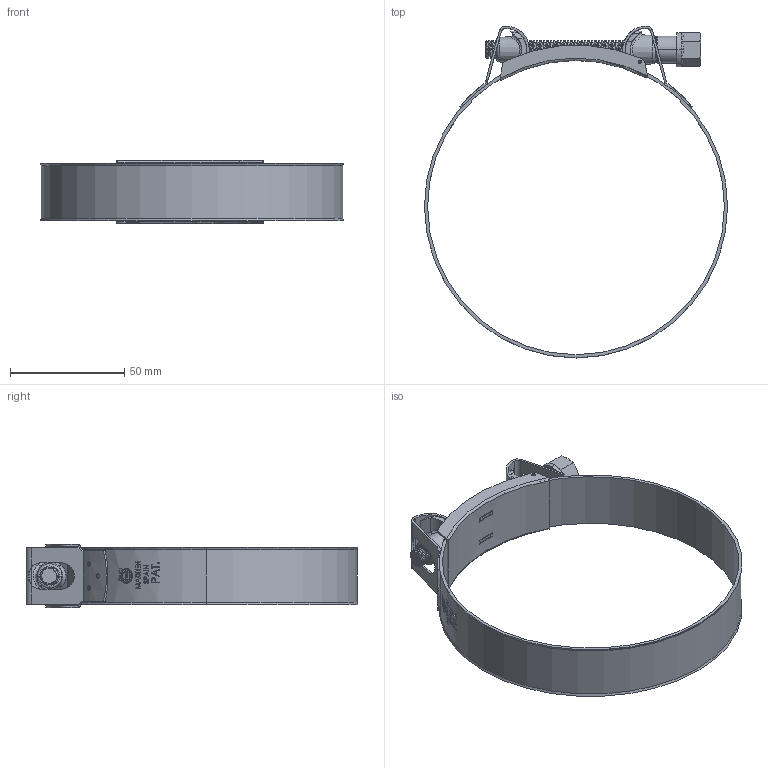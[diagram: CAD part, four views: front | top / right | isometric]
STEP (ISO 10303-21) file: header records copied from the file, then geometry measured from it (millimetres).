
FILE_DESCRIPTION (( 'STEP AP214' ), '1' );
FILE_NAME ('MK-03019266.STEP', '2018-09-10T12:02:37', ( '' ), ( '' ), 'SwSTEP 2.0', 'SolidWorks 2018', '' );
FILE_SCHEMA (( 'AUTOMOTIVE_DESIGN' ));
Length unit declared in the file: millimetre
Products named in the file (1): MK-03019266
Bounding box: 132.8 x 145.4 x 27.6 mm (x, y, z)
Volume: 22296.3 mm3; surface area: 36899.2 mm2
Topology: 5 solids, 5 shells, 818 faces, 2178 edges, 1427 vertices
Faces by surface type: plane 276, bspline 256, cylinder 225, torus 27, cone 22, sphere 12
Entity records: 74086 total; most frequent: CARTESIAN_POINT 47441, ORIENTED_EDGE 4344, DIRECTION 2593, EDGE_CURVE 2172, VERTEX_POINT 1425, AXIS2_PLACEMENT_3D 932, EDGE_LOOP 891, B_SPLINE_CURVE_WITH_KNOTS 867
